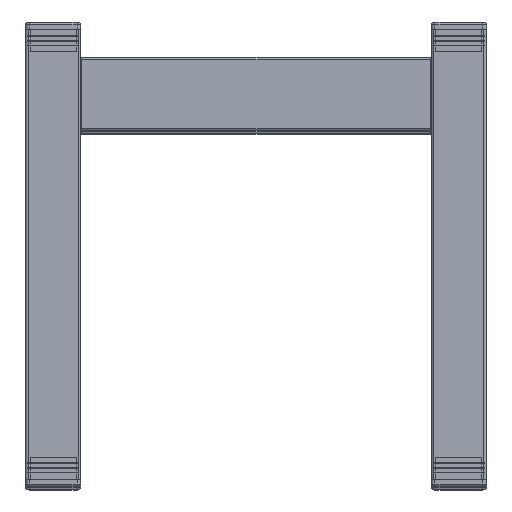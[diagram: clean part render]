
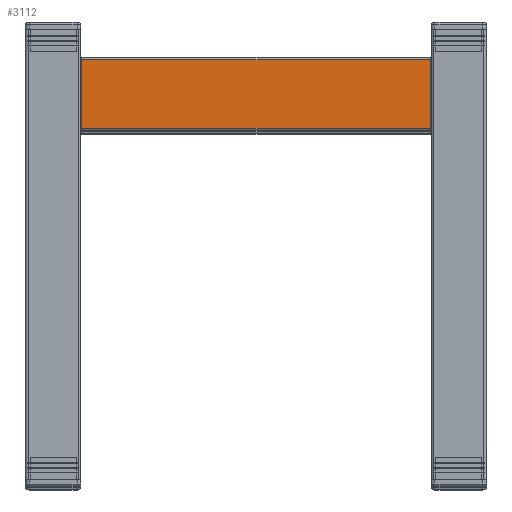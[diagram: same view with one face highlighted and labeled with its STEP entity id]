
A CAD part, top view. The second image highlights one B-rep face of the part: STEP entity #3112.
In plain terms, the highlighted face is planar.
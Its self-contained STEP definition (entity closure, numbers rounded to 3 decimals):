
#26 = VECTOR ( 'NONE', #3580, 1000. ) ;
#212 = AXIS2_PLACEMENT_3D ( 'NONE', #3979, #1956, #241 ) ;
#241 = DIRECTION ( 'NONE',  ( 0., 0., -1. ) ) ;
#311 = VECTOR ( 'NONE', #664, 1000. ) ;
#558 = EDGE_CURVE ( 'NONE', #1841, #2034, #1523, .T. ) ;
#588 = EDGE_CURVE ( 'NONE', #2034, #4293, #2117, .T. ) ;
#664 = DIRECTION ( 'NONE',  ( 0., -1., 0. ) ) ;
#722 = ORIENTED_EDGE ( 'NONE', *, *, #588, .F. ) ;
#866 = EDGE_LOOP ( 'NONE', ( #3731, #722, #2154, #3188 ) ) ;
#1058 = CARTESIAN_POINT ( 'NONE',  ( -10., -18.5, -94.5 ) ) ;
#1089 = VECTOR ( 'NONE', #3393, 1000. ) ;
#1509 = CARTESIAN_POINT ( 'NONE',  ( -10., -18.5, 94.5 ) ) ;
#1523 = LINE ( 'NONE', #2572, #3055 ) ;
#1597 = EDGE_CURVE ( 'NONE', #2544, #4293, #2358, .T. ) ;
#1617 = PLANE ( 'NONE',  #212 ) ;
#1841 = VERTEX_POINT ( 'NONE', #2071 ) ;
#1867 = DIRECTION ( 'NONE',  ( 0., -1., 0. ) ) ;
#1896 = EDGE_CURVE ( 'NONE', #1841, #2544, #4269, .T. ) ;
#1956 = DIRECTION ( 'NONE',  ( 1., 0., 0. ) ) ;
#2034 = VERTEX_POINT ( 'NONE', #1509 ) ;
#2071 = CARTESIAN_POINT ( 'NONE',  ( -10., 18.5, 94.5 ) ) ;
#2086 = CARTESIAN_POINT ( 'NONE',  ( -10., 18.5, 94.5 ) ) ;
#2117 = LINE ( 'NONE', #3267, #26 ) ;
#2154 = ORIENTED_EDGE ( 'NONE', *, *, #558, .F. ) ;
#2358 = LINE ( 'NONE', #4210, #311 ) ;
#2544 = VERTEX_POINT ( 'NONE', #3434 ) ;
#2562 = FACE_OUTER_BOUND ( 'NONE', #866, .T. ) ;
#2572 = CARTESIAN_POINT ( 'NONE',  ( -10., 18.5, 94.5 ) ) ;
#3055 = VECTOR ( 'NONE', #1867, 1000. ) ;
#3112 = ADVANCED_FACE ( 'NONE', ( #2562 ), #1617, .F. ) ;
#3188 = ORIENTED_EDGE ( 'NONE', *, *, #1896, .T. ) ;
#3267 = CARTESIAN_POINT ( 'NONE',  ( -10., -18.5, 94.5 ) ) ;
#3393 = DIRECTION ( 'NONE',  ( 0., 0., -1. ) ) ;
#3434 = CARTESIAN_POINT ( 'NONE',  ( -10., 18.5, -94.5 ) ) ;
#3580 = DIRECTION ( 'NONE',  ( 0., 0., -1. ) ) ;
#3731 = ORIENTED_EDGE ( 'NONE', *, *, #1597, .T. ) ;
#3979 = CARTESIAN_POINT ( 'NONE',  ( -10., 18.5, 94.5 ) ) ;
#4210 = CARTESIAN_POINT ( 'NONE',  ( -10., 18.5, -94.5 ) ) ;
#4269 = LINE ( 'NONE', #2086, #1089 ) ;
#4293 = VERTEX_POINT ( 'NONE', #1058 ) ;
